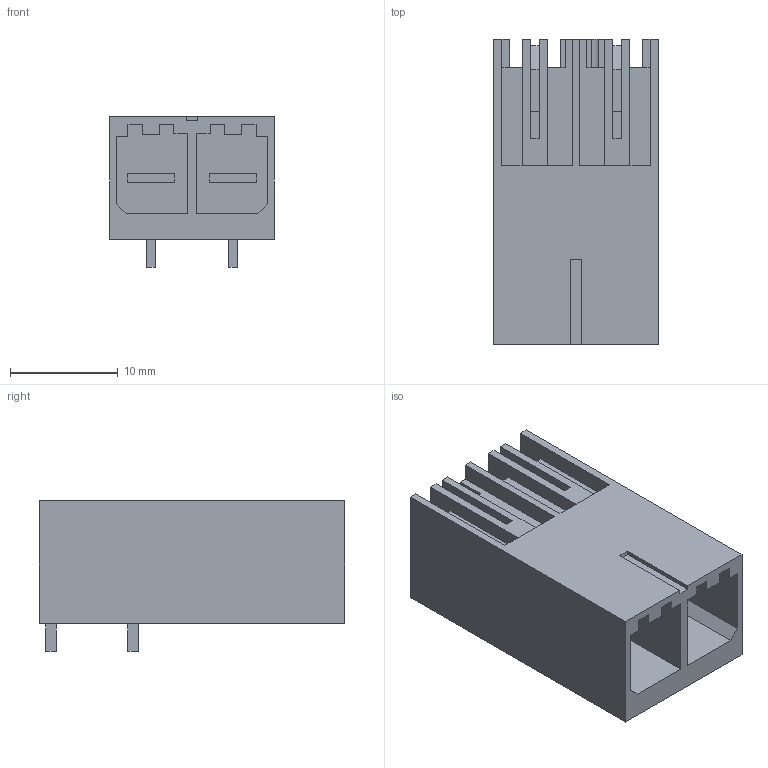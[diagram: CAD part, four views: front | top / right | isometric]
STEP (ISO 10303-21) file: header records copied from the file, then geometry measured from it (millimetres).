
FILE_DESCRIPTION(('CATIA V5 STEP','CAx-IF Rec.Pracs.--- Model Styling and Organization---1.4--- 2014-01-23'),'2;1');
FILE_NAME ('122000-5_0_2499320000_2499320000.stp','2023-09-25T08:20:43+00:00',('none'),('Weidmueller'),'CATIA Version 5-6 Release 2016 SP3 HF44','CATIA V5 STEP AP214','none');
FILE_SCHEMA(('AUTOMOTIVE_DESIGN { 1 0 10303 214 1 1 1 1 }'));
Length unit declared in the file: millimetre
Products named in the file (1): 2499320000
Bounding box: 15.24 x 28.3 x 14 mm (x, y, z)
Volume: 2396.2 mm3; surface area: 4301.3 mm2
Topology: 3 solids, 3 shells, 194 faces, 572 edges, 385 vertices
Faces by surface type: plane 190, cylinder 4
Entity records: 6163 total; most frequent: ORIENTED_EDGE 1144, CARTESIAN_POINT 1110, DIRECTION 870, EDGE_CURVE 572, VECTOR 560, LINE 560, VERTEX_POINT 385, EDGE_LOOP 199
